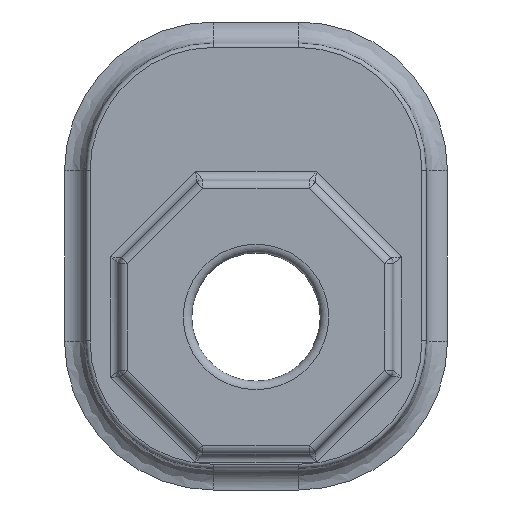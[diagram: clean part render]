
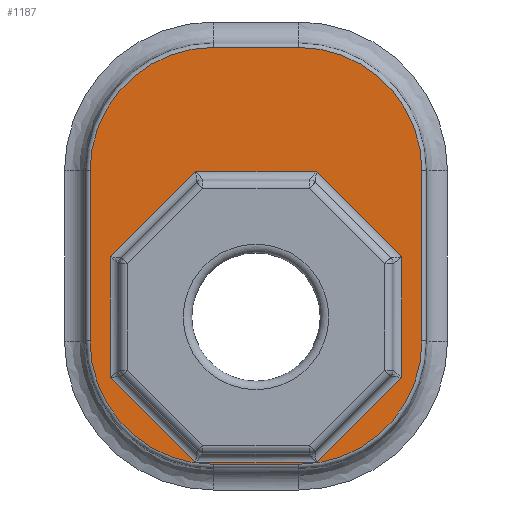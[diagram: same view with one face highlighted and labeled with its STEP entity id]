
A CAD part, top view. The second image highlights one B-rep face of the part: STEP entity #1187.
In plain terms, the highlighted planar face has unit normal (0, 0, 1).
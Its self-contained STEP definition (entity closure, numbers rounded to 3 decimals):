
#33=FACE_BOUND('',#411,.T.);
#44=PLANE('',#1330);
#85=LINE('',#1851,#162);
#96=LINE('',#1935,#173);
#102=LINE('',#1978,#179);
#113=LINE('',#2062,#190);
#123=LINE('',#2142,#200);
#124=LINE('',#2144,#201);
#129=LINE('',#2162,#206);
#130=LINE('',#2164,#207);
#131=LINE('',#2170,#208);
#132=LINE('',#2174,#209);
#133=LINE('',#2178,#210);
#134=LINE('',#2181,#211);
#162=VECTOR('',#1425,10.);
#173=VECTOR('',#1478,10.);
#179=VECTOR('',#1506,10.);
#190=VECTOR('',#1559,10.);
#200=VECTOR('',#1609,10.);
#201=VECTOR('',#1612,10.);
#206=VECTOR('',#1637,10.);
#207=VECTOR('',#1640,10.);
#208=VECTOR('',#1645,10.);
#209=VECTOR('',#1648,10.);
#210=VECTOR('',#1651,10.);
#211=VECTOR('',#1654,10.);
#324=FACE_OUTER_BOUND('',#410,.T.);
#410=EDGE_LOOP('',(#975,#976,#977,#978,#979,#980,#981,#982));
#411=EDGE_LOOP('',(#983,#984,#985,#986,#987,#988,#989,#990));
#482=CIRCLE('',#1331,14.41);
#483=CIRCLE('',#1332,14.41);
#484=CIRCLE('',#1333,14.41);
#485=CIRCLE('',#1334,14.41);
#523=VERTEX_POINT('',#1843);
#525=VERTEX_POINT('',#1849);
#535=VERTEX_POINT('',#1927);
#537=VERTEX_POINT('',#1933);
#543=VERTEX_POINT('',#1976);
#553=VERTEX_POINT('',#2054);
#555=VERTEX_POINT('',#2060);
#564=VERTEX_POINT('',#2132);
#569=VERTEX_POINT('',#2166);
#570=VERTEX_POINT('',#2167);
#571=VERTEX_POINT('',#2169);
#572=VERTEX_POINT('',#2171);
#573=VERTEX_POINT('',#2173);
#574=VERTEX_POINT('',#2175);
#575=VERTEX_POINT('',#2177);
#576=VERTEX_POINT('',#2179);
#619=EDGE_CURVE('',#525,#523,#85,.T.);
#642=EDGE_CURVE('',#537,#535,#96,.T.);
#654=EDGE_CURVE('',#543,#537,#102,.T.);
#677=EDGE_CURVE('',#555,#553,#113,.T.);
#698=EDGE_CURVE('',#564,#555,#123,.T.);
#699=EDGE_CURVE('',#523,#564,#124,.T.);
#708=EDGE_CURVE('',#553,#543,#129,.T.);
#709=EDGE_CURVE('',#535,#525,#130,.T.);
#710=EDGE_CURVE('',#569,#570,#482,.T.);
#711=EDGE_CURVE('',#571,#569,#131,.T.);
#712=EDGE_CURVE('',#572,#571,#483,.T.);
#713=EDGE_CURVE('',#573,#572,#132,.T.);
#714=EDGE_CURVE('',#574,#573,#484,.T.);
#715=EDGE_CURVE('',#575,#574,#133,.T.);
#716=EDGE_CURVE('',#576,#575,#485,.T.);
#717=EDGE_CURVE('',#570,#576,#134,.T.);
#975=ORIENTED_EDGE('',*,*,#710,.F.);
#976=ORIENTED_EDGE('',*,*,#711,.F.);
#977=ORIENTED_EDGE('',*,*,#712,.F.);
#978=ORIENTED_EDGE('',*,*,#713,.F.);
#979=ORIENTED_EDGE('',*,*,#714,.F.);
#980=ORIENTED_EDGE('',*,*,#715,.F.);
#981=ORIENTED_EDGE('',*,*,#716,.F.);
#982=ORIENTED_EDGE('',*,*,#717,.F.);
#983=ORIENTED_EDGE('',*,*,#699,.F.);
#984=ORIENTED_EDGE('',*,*,#619,.F.);
#985=ORIENTED_EDGE('',*,*,#709,.F.);
#986=ORIENTED_EDGE('',*,*,#642,.F.);
#987=ORIENTED_EDGE('',*,*,#654,.F.);
#988=ORIENTED_EDGE('',*,*,#708,.F.);
#989=ORIENTED_EDGE('',*,*,#677,.F.);
#990=ORIENTED_EDGE('',*,*,#698,.F.);
#1187=ADVANCED_FACE('',(#324,#33),#44,.T.);
#1330=AXIS2_PLACEMENT_3D('',#2165,#1641,#1642);
#1331=AXIS2_PLACEMENT_3D('',#2168,#1643,#1644);
#1332=AXIS2_PLACEMENT_3D('',#2172,#1646,#1647);
#1333=AXIS2_PLACEMENT_3D('',#2176,#1649,#1650);
#1334=AXIS2_PLACEMENT_3D('',#2180,#1652,#1653);
#1425=DIRECTION('',(0.707,-0.707,0.));
#1478=DIRECTION('',(-0.707,-0.707,0.));
#1506=DIRECTION('',(-1.,0.,0.));
#1559=DIRECTION('',(0.,1.,0.));
#1609=DIRECTION('',(0.707,0.707,0.));
#1612=DIRECTION('',(1.,0.,0.));
#1637=DIRECTION('',(-0.707,0.707,0.));
#1640=DIRECTION('',(0.,-1.,0.));
#1641=DIRECTION('center_axis',(0.,0.,1.));
#1642=DIRECTION('ref_axis',(1.,0.,0.));
#1643=DIRECTION('center_axis',(0.,0.,-1.));
#1644=DIRECTION('ref_axis',(0.707,-0.707,0.));
#1645=DIRECTION('',(0.,-1.,0.));
#1646=DIRECTION('center_axis',(0.,0.,-1.));
#1647=DIRECTION('ref_axis',(0.707,0.707,0.));
#1648=DIRECTION('',(1.,0.,0.));
#1649=DIRECTION('center_axis',(0.,0.,-1.));
#1650=DIRECTION('ref_axis',(-0.707,0.707,0.));
#1651=DIRECTION('',(0.,1.,0.));
#1652=DIRECTION('center_axis',(0.,0.,-1.));
#1653=DIRECTION('ref_axis',(-0.707,-0.707,0.));
#1654=DIRECTION('',(-1.,0.,0.));
#1843=CARTESIAN_POINT('',(-6.922,-149.09,8.));
#1849=CARTESIAN_POINT('',(-16.88,-139.132,8.));
#1851=CARTESIAN_POINT('',(-16.031,-139.98,8.));
#1927=CARTESIAN_POINT('',(-16.88,-125.048,8.));
#1933=CARTESIAN_POINT('',(-6.922,-115.09,8.));
#1935=CARTESIAN_POINT('',(-7.77,-115.939,8.));
#1976=CARTESIAN_POINT('',(7.162,-115.09,8.));
#1978=CARTESIAN_POINT('',(3.434,-115.09,8.));
#2054=CARTESIAN_POINT('',(17.12,-125.048,8.));
#2060=CARTESIAN_POINT('',(17.12,-139.132,8.));
#2062=CARTESIAN_POINT('',(17.12,-131.829,8.));
#2132=CARTESIAN_POINT('',(7.162,-149.09,8.));
#2142=CARTESIAN_POINT('',(11.585,-144.666,8.));
#2144=CARTESIAN_POINT('',(-3.194,-149.09,8.));
#2162=CARTESIAN_POINT('',(12.696,-120.625,8.));
#2164=CARTESIAN_POINT('',(-16.88,-125.201,8.));
#2165=CARTESIAN_POINT('Origin',(0.12,-124.94,8.));
#2166=CARTESIAN_POINT('',(19.5,-134.88,8.));
#2167=CARTESIAN_POINT('',(5.09,-149.29,8.));
#2168=CARTESIAN_POINT('Origin',(5.09,-134.88,8.));
#2169=CARTESIAN_POINT('',(19.5,-115.,8.));
#2170=CARTESIAN_POINT('',(19.5,-129.91,8.));
#2171=CARTESIAN_POINT('',(5.09,-100.59,8.));
#2172=CARTESIAN_POINT('Origin',(5.09,-115.,8.));
#2173=CARTESIAN_POINT('',(-4.85,-100.59,8.));
#2174=CARTESIAN_POINT('',(2.605,-100.59,8.));
#2175=CARTESIAN_POINT('',(-19.26,-115.,8.));
#2176=CARTESIAN_POINT('Origin',(-4.85,-115.,8.));
#2177=CARTESIAN_POINT('',(-19.26,-134.88,8.));
#2178=CARTESIAN_POINT('',(-19.26,-119.97,8.));
#2179=CARTESIAN_POINT('',(-4.85,-149.29,8.));
#2180=CARTESIAN_POINT('Origin',(-4.85,-134.88,8.));
#2181=CARTESIAN_POINT('',(-2.365,-149.29,8.));
